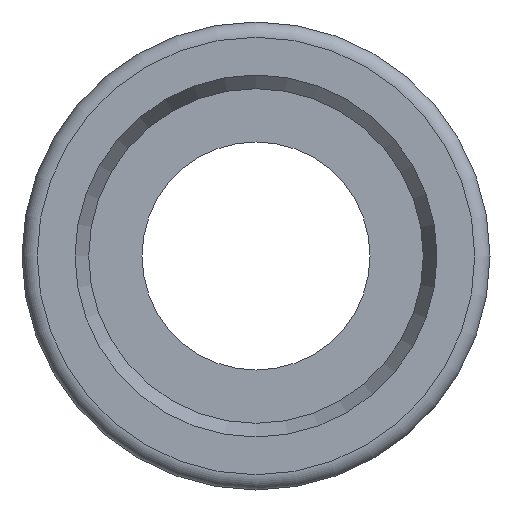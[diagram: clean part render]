
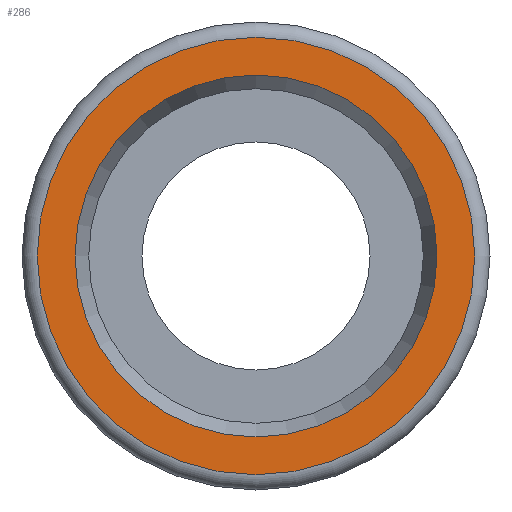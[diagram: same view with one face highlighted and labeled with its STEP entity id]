
A CAD part, left-side view. The second image highlights one B-rep face of the part: STEP entity #286.
In plain terms, the highlighted planar face has unit normal (-1, 0, 0).
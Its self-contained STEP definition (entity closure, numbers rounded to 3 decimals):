
#17=FACE_BOUND('',#60,.T.);
#21=PLANE('',#346);
#44=FACE_OUTER_BOUND('',#59,.T.);
#59=EDGE_LOOP('',(#221,#222));
#60=EDGE_LOOP('',(#223,#224));
#89=CIRCLE('',#339,14.386);
#90=CIRCLE('',#340,14.386);
#95=CIRCLE('',#347,11.9);
#96=CIRCLE('',#348,11.9);
#123=VERTEX_POINT('',#516);
#124=VERTEX_POINT('',#518);
#128=VERTEX_POINT('',#531);
#129=VERTEX_POINT('',#532);
#158=EDGE_CURVE('',#123,#124,#89,.T.);
#159=EDGE_CURVE('',#124,#123,#90,.T.);
#165=EDGE_CURVE('',#128,#129,#95,.T.);
#166=EDGE_CURVE('',#129,#128,#96,.T.);
#221=ORIENTED_EDGE('',*,*,#159,.F.);
#222=ORIENTED_EDGE('',*,*,#158,.F.);
#223=ORIENTED_EDGE('',*,*,#165,.T.);
#224=ORIENTED_EDGE('',*,*,#166,.T.);
#286=ADVANCED_FACE('',(#44,#17),#21,.T.);
#339=AXIS2_PLACEMENT_3D('',#519,#419,#420);
#340=AXIS2_PLACEMENT_3D('',#520,#421,#422);
#346=AXIS2_PLACEMENT_3D('',#530,#434,#435);
#347=AXIS2_PLACEMENT_3D('',#533,#436,#437);
#348=AXIS2_PLACEMENT_3D('',#534,#438,#439);
#419=DIRECTION('center_axis',(1.,0.,0.));
#420=DIRECTION('ref_axis',(0.,-1.,0.));
#421=DIRECTION('center_axis',(1.,0.,0.));
#422=DIRECTION('ref_axis',(0.,-1.,0.));
#434=DIRECTION('center_axis',(-1.,0.,0.));
#435=DIRECTION('ref_axis',(0.,0.,1.));
#436=DIRECTION('center_axis',(1.,0.,0.));
#437=DIRECTION('ref_axis',(0.,1.,0.));
#438=DIRECTION('center_axis',(1.,0.,0.));
#439=DIRECTION('ref_axis',(0.,1.,0.));
#516=CARTESIAN_POINT('',(0.,0.,14.386));
#518=CARTESIAN_POINT('',(0.,14.386,0.));
#519=CARTESIAN_POINT('Origin',(0.,0.,0.));
#520=CARTESIAN_POINT('Origin',(0.,0.,0.));
#530=CARTESIAN_POINT('Origin',(0.,13.65,0.));
#531=CARTESIAN_POINT('',(0.,11.9,0.));
#532=CARTESIAN_POINT('',(0.,-11.9,0.));
#533=CARTESIAN_POINT('Origin',(0.,0.,0.));
#534=CARTESIAN_POINT('Origin',(0.,0.,0.));
